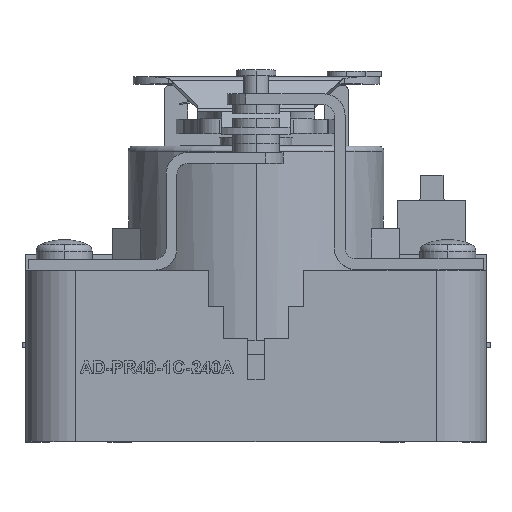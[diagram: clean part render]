
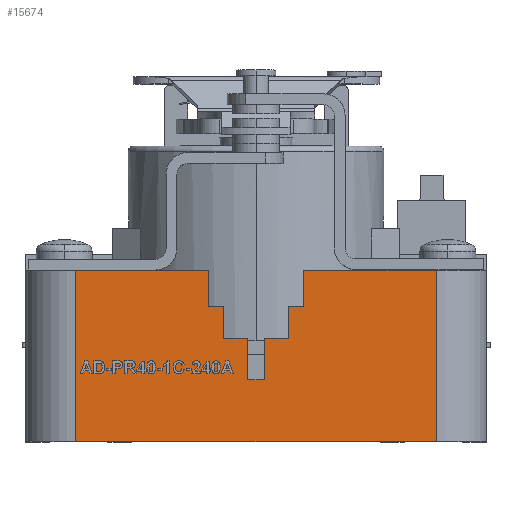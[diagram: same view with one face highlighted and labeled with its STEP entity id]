
A CAD part, top view. The second image highlights one B-rep face of the part: STEP entity #15674.
In plain terms, the highlighted planar face has unit normal (0, 0, 1).
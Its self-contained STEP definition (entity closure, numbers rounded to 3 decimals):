
#8 = VERTEX_POINT ( 'NONE', #2590 ) ;
#220 = CARTESIAN_POINT ( 'NONE',  ( 25., 0., 32. ) ) ;
#549 = CARTESIAN_POINT ( 'NONE',  ( 4.5, 14.25, 32. ) ) ;
#623 = PLANE ( 'NONE',  #17496 ) ;
#787 = EDGE_CURVE ( 'NONE', #12702, #17149, #1184, .T. ) ;
#1184 = LINE ( 'NONE', #18542, #17113 ) ;
#1812 = CARTESIAN_POINT ( 'NONE',  ( -25., 0., 32. ) ) ;
#2116 = LINE ( 'NONE', #23565, #26546 ) ;
#2234 = ORIENTED_EDGE ( 'NONE', *, *, #20089, .F. ) ;
#2523 = CARTESIAN_POINT ( 'NONE',  ( 1.125, 8.5, 32. ) ) ;
#2590 = CARTESIAN_POINT ( 'NONE',  ( -6.625, 18.75, 32. ) ) ;
#2775 = CARTESIAN_POINT ( 'NONE',  ( 6.625, 18.75, 32. ) ) ;
#2794 = EDGE_CURVE ( 'NONE', #26938, #29777, #15808, .T. ) ;
#3414 = EDGE_CURVE ( 'NONE', #21424, #14366, #30621, .T. ) ;
#3535 = CARTESIAN_POINT ( 'NONE',  ( -1.125, 8.5, 32. ) ) ;
#3569 = VECTOR ( 'NONE', #26212, 1000. ) ;
#3595 = CARTESIAN_POINT ( 'NONE',  ( -1.125, 14.25, 32. ) ) ;
#3894 = VECTOR ( 'NONE', #18541, 1000. ) ;
#4010 = VECTOR ( 'NONE', #22616, 1000. ) ;
#4685 = VERTEX_POINT ( 'NONE', #30369 ) ;
#4923 = EDGE_LOOP ( 'NONE', ( #11234, #2234, #30749, #14987, #22024, #12750, #22277, #29280, #6384, #11370, #27858, #5112, #20968, #25481, #12945, #10722 ) ) ;
#5112 = ORIENTED_EDGE ( 'NONE', *, *, #25639, .T. ) ;
#5397 = VECTOR ( 'NONE', #22457, 1000. ) ;
#5806 = LINE ( 'NONE', #8252, #30297 ) ;
#6044 = CARTESIAN_POINT ( 'NONE',  ( 25., 23.75, 32. ) ) ;
#6384 = ORIENTED_EDGE ( 'NONE', *, *, #19998, .F. ) ;
#7465 = VERTEX_POINT ( 'NONE', #12384 ) ;
#7600 = LINE ( 'NONE', #9447, #20157 ) ;
#7621 = CARTESIAN_POINT ( 'NONE',  ( 25., 12., 32. ) ) ;
#7826 = EDGE_CURVE ( 'NONE', #26688, #29238, #9194, .T. ) ;
#8252 = CARTESIAN_POINT ( 'NONE',  ( 6.625, 18.75, 32. ) ) ;
#8898 = EDGE_CURVE ( 'NONE', #23548, #9054, #24487, .T. ) ;
#9054 = VERTEX_POINT ( 'NONE', #1812 ) ;
#9155 = DIRECTION ( 'NONE',  ( 0., 1., 0. ) ) ;
#9194 = LINE ( 'NONE', #7621, #21774 ) ;
#9224 = LINE ( 'NONE', #26915, #21062 ) ;
#9407 = DIRECTION ( 'NONE',  ( 0., 1., 0. ) ) ;
#9427 = VERTEX_POINT ( 'NONE', #19179 ) ;
#9447 = CARTESIAN_POINT ( 'NONE',  ( 25., 0., 32. ) ) ;
#9921 = VECTOR ( 'NONE', #29200, 1000. ) ;
#10000 = EDGE_CURVE ( 'NONE', #4685, #7465, #28071, .T. ) ;
#10142 = DIRECTION ( 'NONE',  ( 0., 0., -1. ) ) ;
#10300 = LINE ( 'NONE', #27287, #4010 ) ;
#10606 = LINE ( 'NONE', #2523, #3569 ) ;
#10722 = ORIENTED_EDGE ( 'NONE', *, *, #14380, .T. ) ;
#11234 = ORIENTED_EDGE ( 'NONE', *, *, #11354, .T. ) ;
#11354 = EDGE_CURVE ( 'NONE', #8, #25969, #22769, .T. ) ;
#11370 = ORIENTED_EDGE ( 'NONE', *, *, #23499, .T. ) ;
#11898 = VECTOR ( 'NONE', #17725, 1000. ) ;
#12201 = DIRECTION ( 'NONE',  ( -1., 0., 0. ) ) ;
#12244 = DIRECTION ( 'NONE',  ( 0., 1., 0. ) ) ;
#12259 = CARTESIAN_POINT ( 'NONE',  ( 6.625, 18.75, 32. ) ) ;
#12384 = CARTESIAN_POINT ( 'NONE',  ( 1.125, 14.25, 32. ) ) ;
#12702 = VERTEX_POINT ( 'NONE', #24508 ) ;
#12750 = ORIENTED_EDGE ( 'NONE', *, *, #29796, .F. ) ;
#12945 = ORIENTED_EDGE ( 'NONE', *, *, #787, .T. ) ;
#14366 = VERTEX_POINT ( 'NONE', #3595 ) ;
#14380 = EDGE_CURVE ( 'NONE', #17149, #8, #5806, .T. ) ;
#14684 = EDGE_CURVE ( 'NONE', #26938, #24395, #2116, .T. ) ;
#14987 = ORIENTED_EDGE ( 'NONE', *, *, #22495, .T. ) ;
#15060 = VECTOR ( 'NONE', #19315, 1000. ) ;
#15271 = CARTESIAN_POINT ( 'NONE',  ( 4.5, 18.75, 32. ) ) ;
#15674 = ADVANCED_FACE ( 'NONE', ( #24613 ), #623, .F. ) ;
#15808 = LINE ( 'NONE', #2775, #15060 ) ;
#16170 = CARTESIAN_POINT ( 'NONE',  ( -6.625, 18.75, 32. ) ) ;
#17113 = VECTOR ( 'NONE', #9155, 1000. ) ;
#17149 = VERTEX_POINT ( 'NONE', #29807 ) ;
#17440 = EDGE_CURVE ( 'NONE', #14366, #12702, #19095, .T. ) ;
#17496 = AXIS2_PLACEMENT_3D ( 'NONE', #24309, #10142, #26698 ) ;
#17725 = DIRECTION ( 'NONE',  ( 0., -1., 0. ) ) ;
#17750 = DIRECTION ( 'NONE',  ( -1., 0., 0. ) ) ;
#17760 = CARTESIAN_POINT ( 'NONE',  ( -1.125, 8.5, 32. ) ) ;
#18034 = CARTESIAN_POINT ( 'NONE',  ( 4.5, 14.25, 32. ) ) ;
#18190 = VECTOR ( 'NONE', #27596, 1000. ) ;
#18332 = VECTOR ( 'NONE', #12201, 1000. ) ;
#18345 = CARTESIAN_POINT ( 'NONE',  ( -25., 23.75, 32. ) ) ;
#18399 = CARTESIAN_POINT ( 'NONE',  ( -6.625, 23.75, 32. ) ) ;
#18541 = DIRECTION ( 'NONE',  ( 0., 1., 0. ) ) ;
#18542 = CARTESIAN_POINT ( 'NONE',  ( -4.5, 14.25, 32. ) ) ;
#19095 = LINE ( 'NONE', #28772, #18332 ) ;
#19179 = CARTESIAN_POINT ( 'NONE',  ( 4.5, 14.25, 32. ) ) ;
#19315 = DIRECTION ( 'NONE',  ( -1., 0., 0. ) ) ;
#19998 = EDGE_CURVE ( 'NONE', #9427, #29777, #21443, .T. ) ;
#20089 = EDGE_CURVE ( 'NONE', #23548, #25969, #9224, .T. ) ;
#20157 = VECTOR ( 'NONE', #30468, 1000. ) ;
#20968 = ORIENTED_EDGE ( 'NONE', *, *, #3414, .T. ) ;
#21062 = VECTOR ( 'NONE', #29303, 1000. ) ;
#21424 = VERTEX_POINT ( 'NONE', #17760 ) ;
#21443 = LINE ( 'NONE', #549, #27746 ) ;
#21774 = VECTOR ( 'NONE', #21787, 1000. ) ;
#21787 = DIRECTION ( 'NONE',  ( 0., -1., 0. ) ) ;
#22024 = ORIENTED_EDGE ( 'NONE', *, *, #7826, .F. ) ;
#22277 = ORIENTED_EDGE ( 'NONE', *, *, #14684, .F. ) ;
#22457 = DIRECTION ( 'NONE',  ( 0., 1., 0. ) ) ;
#22495 = EDGE_CURVE ( 'NONE', #9054, #29238, #7600, .T. ) ;
#22616 = DIRECTION ( 'NONE',  ( 1., 0., 0. ) ) ;
#22769 = LINE ( 'NONE', #16170, #3894 ) ;
#23499 = EDGE_CURVE ( 'NONE', #9427, #7465, #24516, .T. ) ;
#23548 = VERTEX_POINT ( 'NONE', #18345 ) ;
#23565 = CARTESIAN_POINT ( 'NONE',  ( 6.625, 18.75, 32. ) ) ;
#24309 = CARTESIAN_POINT ( 'NONE',  ( 25., 12., 32. ) ) ;
#24395 = VERTEX_POINT ( 'NONE', #28195 ) ;
#24487 = LINE ( 'NONE', #29540, #11898 ) ;
#24508 = CARTESIAN_POINT ( 'NONE',  ( -4.5, 14.25, 32. ) ) ;
#24516 = LINE ( 'NONE', #18034, #18190 ) ;
#24613 = FACE_OUTER_BOUND ( 'NONE', #4923, .T. ) ;
#25481 = ORIENTED_EDGE ( 'NONE', *, *, #17440, .T. ) ;
#25639 = EDGE_CURVE ( 'NONE', #4685, #21424, #10606, .T. ) ;
#25969 = VERTEX_POINT ( 'NONE', #18399 ) ;
#26212 = DIRECTION ( 'NONE',  ( -1., 0., 0. ) ) ;
#26546 = VECTOR ( 'NONE', #9407, 1000. ) ;
#26688 = VERTEX_POINT ( 'NONE', #6044 ) ;
#26698 = DIRECTION ( 'NONE',  ( -1., 0., 0. ) ) ;
#26717 = CARTESIAN_POINT ( 'NONE',  ( 1.125, 8.5, 32. ) ) ;
#26915 = CARTESIAN_POINT ( 'NONE',  ( 25., 23.75, 32. ) ) ;
#26938 = VERTEX_POINT ( 'NONE', #12259 ) ;
#27287 = CARTESIAN_POINT ( 'NONE',  ( 25., 23.75, 32. ) ) ;
#27596 = DIRECTION ( 'NONE',  ( -1., 0., 0. ) ) ;
#27746 = VECTOR ( 'NONE', #12244, 1000. ) ;
#27858 = ORIENTED_EDGE ( 'NONE', *, *, #10000, .F. ) ;
#28071 = LINE ( 'NONE', #26717, #9921 ) ;
#28195 = CARTESIAN_POINT ( 'NONE',  ( 6.625, 23.75, 32. ) ) ;
#28772 = CARTESIAN_POINT ( 'NONE',  ( 4.5, 14.25, 32. ) ) ;
#29200 = DIRECTION ( 'NONE',  ( 0., 1., 0. ) ) ;
#29238 = VERTEX_POINT ( 'NONE', #220 ) ;
#29280 = ORIENTED_EDGE ( 'NONE', *, *, #2794, .T. ) ;
#29303 = DIRECTION ( 'NONE',  ( 1., 0., 0. ) ) ;
#29540 = CARTESIAN_POINT ( 'NONE',  ( -25., 12., 32. ) ) ;
#29777 = VERTEX_POINT ( 'NONE', #15271 ) ;
#29796 = EDGE_CURVE ( 'NONE', #24395, #26688, #10300, .T. ) ;
#29807 = CARTESIAN_POINT ( 'NONE',  ( -4.5, 18.75, 32. ) ) ;
#30297 = VECTOR ( 'NONE', #17750, 1000. ) ;
#30369 = CARTESIAN_POINT ( 'NONE',  ( 1.125, 8.5, 32. ) ) ;
#30468 = DIRECTION ( 'NONE',  ( 1., 0., 0. ) ) ;
#30621 = LINE ( 'NONE', #3535, #5397 ) ;
#30749 = ORIENTED_EDGE ( 'NONE', *, *, #8898, .T. ) ;
